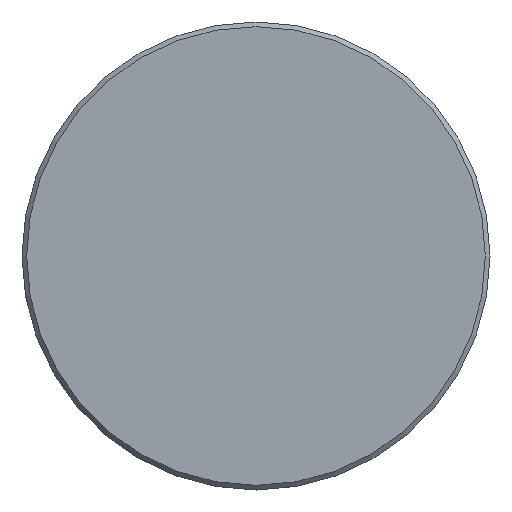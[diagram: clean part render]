
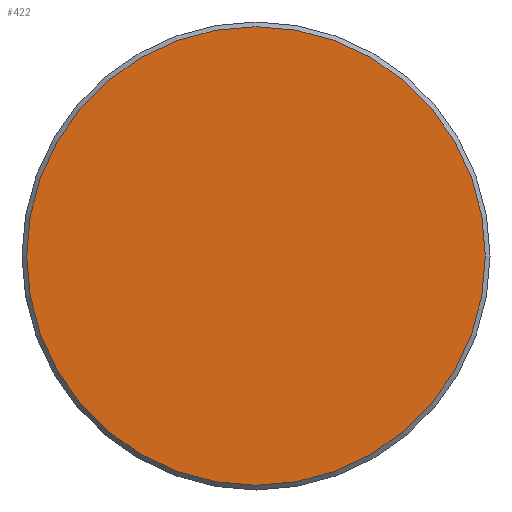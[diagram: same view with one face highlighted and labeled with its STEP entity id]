
A CAD part, front view. The second image highlights one B-rep face of the part: STEP entity #422.
In plain terms, the highlighted planar face has unit normal (0, -1, 0).
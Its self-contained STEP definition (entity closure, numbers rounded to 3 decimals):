
#104=FACE_OUTER_BOUND('',#140,.T.);
#140=EDGE_LOOP('',(#303));
#184=CIRCLE('',#463,24.5);
#209=VERTEX_POINT('',#664);
#246=EDGE_CURVE('',#209,#209,#184,.T.);
#303=ORIENTED_EDGE('',*,*,#246,.T.);
#409=PLANE('',#462);
#422=ADVANCED_FACE('',(#104),#409,.F.);
#462=AXIS2_PLACEMENT_3D('',#663,#533,#534);
#463=AXIS2_PLACEMENT_3D('',#665,#535,#536);
#533=DIRECTION('center_axis',(0.,1.,0.));
#534=DIRECTION('ref_axis',(0.,0.,1.));
#535=DIRECTION('center_axis',(0.,-1.,0.));
#536=DIRECTION('ref_axis',(0.,0.,-1.));
#663=CARTESIAN_POINT('Origin',(24.5,0.,0.));
#664=CARTESIAN_POINT('',(0.,0.,-24.5));
#665=CARTESIAN_POINT('Origin',(0.,0.,0.));
